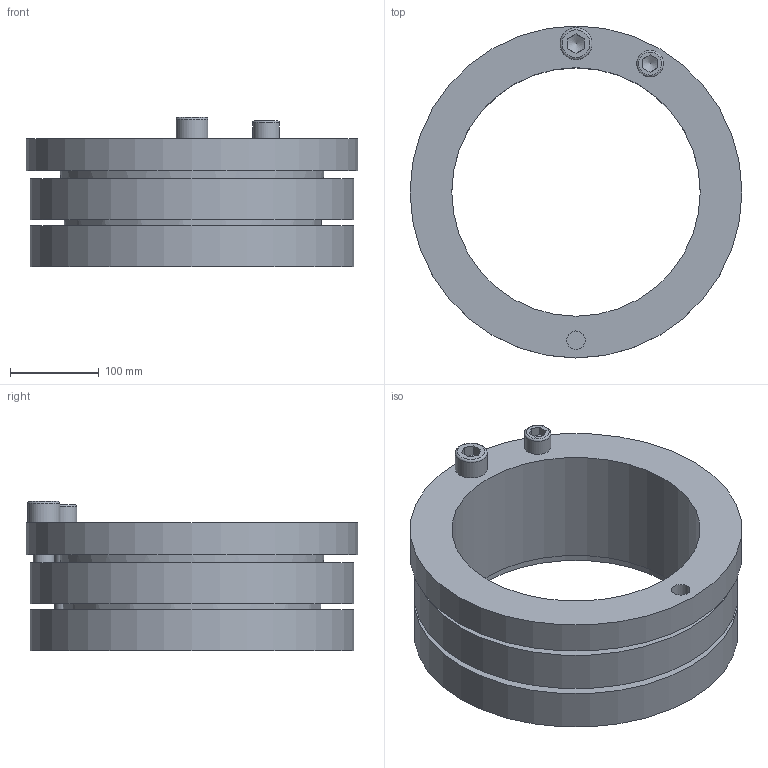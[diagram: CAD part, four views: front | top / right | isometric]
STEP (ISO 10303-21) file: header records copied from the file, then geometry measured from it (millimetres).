
FILE_DESCRIPTION((''),'2;1');
FILE_NAME('BIKON 2006-280-365.stp','2011-08-18T12:23:20',('kr'),(''),'Autodesk Inventor 2011','Autodesk Inventor 2011','');
FILE_SCHEMA(('AUTOMOTIVE_DESIGN { 1 0 10303 214 1 1 1 1 }'));
Length unit declared in the file: millimetre
Products named in the file (6): BIKON 2006-280-365; Volumenkörper1_28; Volumenkörper2_28; Volumenkörper3_28; DIN 912 - ersetzt durch DIN EN ISO 4762 M24 x 70; DIN 912 - ersetzt durch DIN EN ISO 4762 M20 x 120
Assembly tree (5 placements, depth 2):
  BIKON 2006-280-365
    Volumenkörper1_28
    Volumenkörper2_28
    Volumenkörper3_28
    DIN 912 - ersetzt durch DIN EN ISO 4762 M24 x 70
    DIN 912 - ersetzt durch DIN EN ISO 4762 M20 x 120
Bounding box: 374 x 374 x 168 mm (x, y, z)
Volume: 5788699.8 mm3; surface area: 719821.3 mm2
Topology: 5 solids, 5 shells, 50 faces, 109 edges, 72 vertices
Faces by surface type: plane 25, cylinder 14, cone 7, torus 4
Full cylindrical faces by diameter (mm): 17.294 x1, 20 x1, 20.752 x2, 22 x2, 24 x1, 26 x1, 30 x1, 36 x1, 280 x1, 365 x2, 374 x1
Entity records: 1383 total; most frequent: DIRECTION 226, CARTESIAN_POINT 225, ORIENTED_EDGE 152, AXIS2_PLACEMENT_3D 101, EDGE_LOOP 96, EDGE_CURVE 76, VERTEX_POINT 64, FACE_OUTER_BOUND 50
